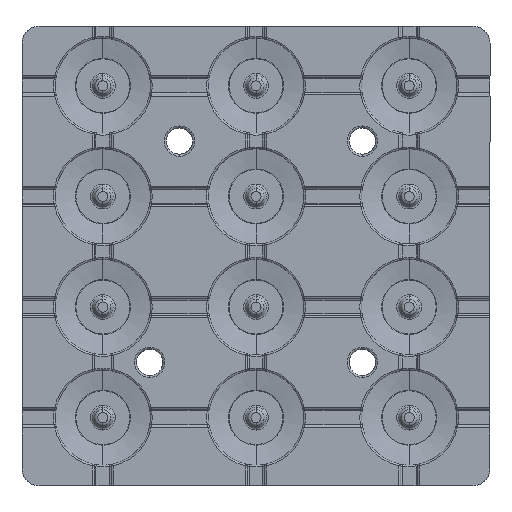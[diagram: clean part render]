
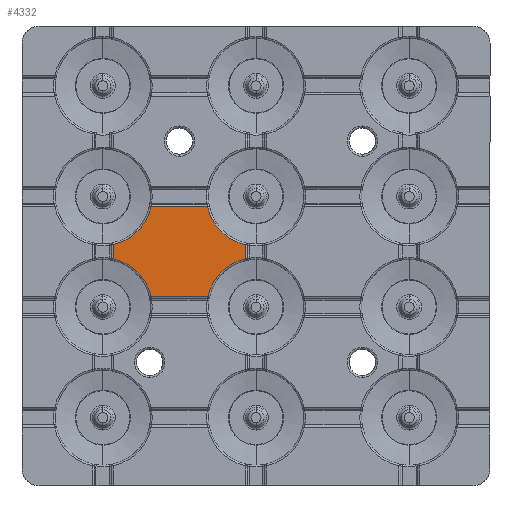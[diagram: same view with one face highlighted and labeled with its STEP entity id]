
A CAD part, front view. The second image highlights one B-rep face of the part: STEP entity #4332.
In plain terms, the highlighted planar face has unit normal (0, -1, 0).
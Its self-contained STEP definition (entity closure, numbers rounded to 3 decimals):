
#256 = DIRECTION ( 'NONE',  ( 0., 0., 1. ) ) ;
#1112 = LINE ( 'NONE', #9516, #19221 ) ;
#1179 = VERTEX_POINT ( 'NONE', #19573 ) ;
#1244 = ORIENTED_EDGE ( 'NONE', *, *, #2703, .T. ) ;
#1764 = VECTOR ( 'NONE', #22387, 1000. ) ;
#2085 = CIRCLE ( 'NONE', #19336, 5.786 ) ;
#2300 = DIRECTION ( 'NONE',  ( 0., 0., 1. ) ) ;
#2398 = ORIENTED_EDGE ( 'NONE', *, *, #16255, .T. ) ;
#2703 = EDGE_CURVE ( 'NONE', #5535, #9154, #22901, .T. ) ;
#4130 = DIRECTION ( 'NONE',  ( 0., 1., 0. ) ) ;
#4332 = ADVANCED_FACE ( 'NONE', ( #11448 ), #11047, .F. ) ;
#4431 = AXIS2_PLACEMENT_3D ( 'NONE', #16349, #22406, #256 ) ;
#5107 = CARTESIAN_POINT ( 'NONE',  ( -25.5, 0., 22. ) ) ;
#5535 = VERTEX_POINT ( 'NONE', #10822 ) ;
#5812 = ORIENTED_EDGE ( 'NONE', *, *, #25146, .T. ) ;
#6003 = ORIENTED_EDGE ( 'NONE', *, *, #24228, .T. ) ;
#6109 = CIRCLE ( 'NONE', #4431, 5.814 ) ;
#6615 = ORIENTED_EDGE ( 'NONE', *, *, #7988, .T. ) ;
#6627 = CARTESIAN_POINT ( 'NONE',  ( -18., 0., 54. ) ) ;
#6946 = DIRECTION ( 'NONE',  ( 0., 0., 1. ) ) ;
#7349 = DIRECTION ( 'NONE',  ( 0., 1., 0. ) ) ;
#7948 = LINE ( 'NONE', #16000, #19767 ) ;
#7988 = EDGE_CURVE ( 'NONE', #20322, #1179, #25729, .T. ) ;
#8543 = EDGE_LOOP ( 'NONE', ( #5812, #6615, #2398, #6003, #16391, #17661, #23717, #1244 ) ) ;
#9154 = VERTEX_POINT ( 'NONE', #13226 ) ;
#9516 = CARTESIAN_POINT ( 'NONE',  ( -12.512, 0., 52.8 ) ) ;
#10109 = VERTEX_POINT ( 'NONE', #24341 ) ;
#10776 = LINE ( 'NONE', #12638, #1764 ) ;
#10812 = DIRECTION ( 'NONE',  ( 0., 1., 0. ) ) ;
#10822 = CARTESIAN_POINT ( 'NONE',  ( -16.8, 0., 46.66 ) ) ;
#11047 = PLANE ( 'NONE',  #21717 ) ;
#11448 = FACE_OUTER_BOUND ( 'NONE', #8543, .T. ) ;
#12638 = CARTESIAN_POINT ( 'NONE',  ( -1.2, 0., 48.469 ) ) ;
#12656 = CARTESIAN_POINT ( 'NONE',  ( -5.689, 0., 52.8 ) ) ;
#12739 = CARTESIAN_POINT ( 'NONE',  ( -12.34, 0., 52.8 ) ) ;
#13193 = CARTESIAN_POINT ( 'NONE',  ( -18., 0., 41. ) ) ;
#13226 = CARTESIAN_POINT ( 'NONE',  ( -12.34, 0., 42.2 ) ) ;
#13598 = CARTESIAN_POINT ( 'NONE',  ( -5.488, 0., 42.2 ) ) ;
#13640 = CARTESIAN_POINT ( 'NONE',  ( 0., 0., 41. ) ) ;
#13647 = AXIS2_PLACEMENT_3D ( 'NONE', #13193, #10812, #22939 ) ;
#14327 = AXIS2_PLACEMENT_3D ( 'NONE', #13640, #4130, #24071 ) ;
#14447 = EDGE_CURVE ( 'NONE', #15789, #5535, #7948, .T. ) ;
#14777 = DIRECTION ( 'NONE',  ( 0., 0., -1. ) ) ;
#15070 = DIRECTION ( 'NONE',  ( -1., 0., 0. ) ) ;
#15466 = VECTOR ( 'NONE', #25355, 1000. ) ;
#15534 = VERTEX_POINT ( 'NONE', #12739 ) ;
#15789 = VERTEX_POINT ( 'NONE', #19839 ) ;
#16000 = CARTESIAN_POINT ( 'NONE',  ( -16.8, 0., 46.488 ) ) ;
#16255 = EDGE_CURVE ( 'NONE', #1179, #10109, #10776, .T. ) ;
#16349 = CARTESIAN_POINT ( 'NONE',  ( 0., 0., 54. ) ) ;
#16391 = ORIENTED_EDGE ( 'NONE', *, *, #24795, .T. ) ;
#17661 = ORIENTED_EDGE ( 'NONE', *, *, #18644, .T. ) ;
#18644 = EDGE_CURVE ( 'NONE', #15534, #15789, #2085, .T. ) ;
#19221 = VECTOR ( 'NONE', #15070, 1000. ) ;
#19269 = CARTESIAN_POINT ( 'NONE',  ( -5.66, 0., 42.2 ) ) ;
#19336 = AXIS2_PLACEMENT_3D ( 'NONE', #6627, #24722, #2300 ) ;
#19538 = LINE ( 'NONE', #13598, #15466 ) ;
#19573 = CARTESIAN_POINT ( 'NONE',  ( -1.2, 0., 46.66 ) ) ;
#19767 = VECTOR ( 'NONE', #14777, 1000. ) ;
#19839 = CARTESIAN_POINT ( 'NONE',  ( -16.8, 0., 48.34 ) ) ;
#20322 = VERTEX_POINT ( 'NONE', #19269 ) ;
#20705 = VERTEX_POINT ( 'NONE', #12656 ) ;
#21717 = AXIS2_PLACEMENT_3D ( 'NONE', #5107, #7349, #6946 ) ;
#22387 = DIRECTION ( 'NONE',  ( 0., 0., 1. ) ) ;
#22406 = DIRECTION ( 'NONE',  ( 0., 1., 0. ) ) ;
#22901 = CIRCLE ( 'NONE', #13647, 5.786 ) ;
#22939 = DIRECTION ( 'NONE',  ( 0., 0., 1. ) ) ;
#23717 = ORIENTED_EDGE ( 'NONE', *, *, #14447, .T. ) ;
#24071 = DIRECTION ( 'NONE',  ( 0., 0., 1. ) ) ;
#24228 = EDGE_CURVE ( 'NONE', #10109, #20705, #6109, .T. ) ;
#24341 = CARTESIAN_POINT ( 'NONE',  ( -1.2, 0., 48.311 ) ) ;
#24722 = DIRECTION ( 'NONE',  ( 0., 1., 0. ) ) ;
#24795 = EDGE_CURVE ( 'NONE', #20705, #15534, #1112, .T. ) ;
#25146 = EDGE_CURVE ( 'NONE', #9154, #20322, #19538, .T. ) ;
#25355 = DIRECTION ( 'NONE',  ( 1., 0., 0. ) ) ;
#25729 = CIRCLE ( 'NONE', #14327, 5.786 ) ;
